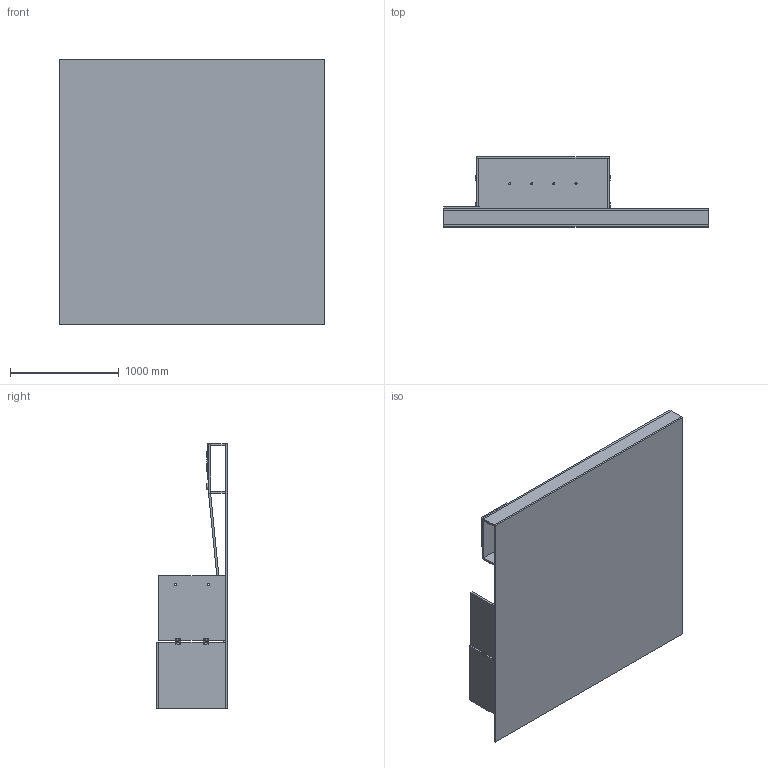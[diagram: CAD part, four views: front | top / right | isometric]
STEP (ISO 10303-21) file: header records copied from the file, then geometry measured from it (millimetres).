
FILE_DESCRIPTION(/* description */ ('','CAx-IF Rec.Pracs.---Representation and Presentation of Product Manufacturing Information (PMI)---4.0---2014-10-13'),/* implementation_level */ '2;1');
FILE_NAME(/* name */ 'RoomboticsField2018.stp',/* time_stamp */ '2018-09-21T19:59:48-05:00',/* author */ ('user'),/* organization */ (''),/* preprocessor_version */ 'ST-DEVELOPER v17',/* originating_system */ 'Autodesk Inventor 2019',/* authorisation */ '');
FILE_SCHEMA (('AP242_MANAGED_MODEL_BASED_3D_ENGINEERING_MIM_LF { 1 0 10303 442 1 1 4 }'));
Length unit declared in the file: inch
Products named in the file (17): RoomboticsField2018; Base; Cabinet; Wall2; Wall1; 2190A120_FRICTION HINGE; Door1; Door1_1; Top; Dowel; UpperLevel; Top_1; Side1; Ramp1; Stove; Button; Burner
Assembly tree (21 placements, depth 3):
  RoomboticsField2018
    Base
    Cabinet
      Wall1  x2
      Wall2
      2190A120_FRICTION HINGE  x4
      Door1
      Door1_1
      Top
      Dowel
    UpperLevel
      Side1  x2
      Top_1
      Ramp1
      Stove
      Button
      Burner
Bounding box: 2438.4 x 647.7 x 2438.4 mm (x, y, z)
Volume: 217211536.7 mm3; surface area: 24002212.4 mm2
Topology: 30 solids, 30 shells, 354 faces, 972 edges, 744 vertices
Faces by surface type: plane 192, cylinder 106, bspline 24, cone 16, torus 16
Full cylindrical faces by diameter (mm): 4.826 x16, 19.05 x8, 60 x1, 190.5 x1
Entity records: 7204 total; most frequent: CARTESIAN_POINT 1541, DIRECTION 1251, ORIENTED_EDGE 654, AXIS2_PLACEMENT_3D 572, EDGE_CURVE 327, LINE 219, VECTOR 219, VERTEX_POINT 218
